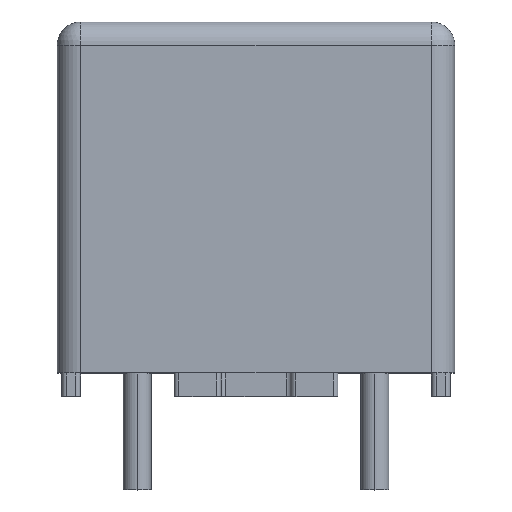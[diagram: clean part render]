
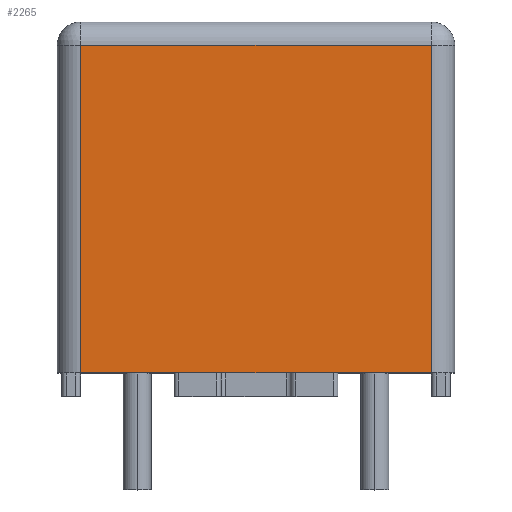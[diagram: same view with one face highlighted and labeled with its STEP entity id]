
A CAD part, top view. The second image highlights one B-rep face of the part: STEP entity #2265.
In plain terms, the highlighted planar face has unit normal (0, 0, 1).
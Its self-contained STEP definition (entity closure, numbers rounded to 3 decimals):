
#74 = VERTEX_POINT ( 'NONE', #2337 ) ;
#193 = CARTESIAN_POINT ( 'NONE',  ( 4.25, 0., 2.252 ) ) ;
#227 = VECTOR ( 'NONE', #728, 1000. ) ;
#260 = CARTESIAN_POINT ( 'NONE',  ( -3.75, 7.5, 2.252 ) ) ;
#332 = VERTEX_POINT ( 'NONE', #1530 ) ;
#345 = LINE ( 'NONE', #193, #792 ) ;
#401 = CARTESIAN_POINT ( 'NONE',  ( -4.25, 7., 2.252 ) ) ;
#544 = CARTESIAN_POINT ( 'NONE',  ( 4.25, 7.5, 2.252 ) ) ;
#559 = CARTESIAN_POINT ( 'NONE',  ( -3.75, 7., 2.252 ) ) ;
#571 = CARTESIAN_POINT ( 'NONE',  ( 3.75, 7.5, 2.252 ) ) ;
#626 = EDGE_CURVE ( 'NONE', #332, #74, #1661, .T. ) ;
#666 = EDGE_CURVE ( 'NONE', #2045, #805, #2498, .T. ) ;
#728 = DIRECTION ( 'NONE',  ( 0., -1., 0. ) ) ;
#792 = VECTOR ( 'NONE', #2839, 1000. ) ;
#797 = DIRECTION ( 'NONE',  ( 0., 0., -1. ) ) ;
#805 = VERTEX_POINT ( 'NONE', #1792 ) ;
#811 = ORIENTED_EDGE ( 'NONE', *, *, #2137, .T. ) ;
#1046 = AXIS2_PLACEMENT_3D ( 'NONE', #544, #797, #2336 ) ;
#1361 = DIRECTION ( 'NONE',  ( 0., 1., 0. ) ) ;
#1490 = PLANE ( 'NONE',  #1046 ) ;
#1530 = CARTESIAN_POINT ( 'NONE',  ( 3.75, 0., 2.252 ) ) ;
#1661 = LINE ( 'NONE', #571, #2825 ) ;
#1734 = DIRECTION ( 'NONE',  ( -1., 0., 0. ) ) ;
#1792 = CARTESIAN_POINT ( 'NONE',  ( -3.75, 0., 2.252 ) ) ;
#2045 = VERTEX_POINT ( 'NONE', #559 ) ;
#2050 = EDGE_LOOP ( 'NONE', ( #811, #2090, #2231, #2704 ) ) ;
#2090 = ORIENTED_EDGE ( 'NONE', *, *, #626, .T. ) ;
#2092 = EDGE_CURVE ( 'NONE', #74, #2045, #2609, .T. ) ;
#2137 = EDGE_CURVE ( 'NONE', #805, #332, #345, .T. ) ;
#2231 = ORIENTED_EDGE ( 'NONE', *, *, #2092, .T. ) ;
#2265 = ADVANCED_FACE ( 'NONE', ( #2514 ), #1490, .F. ) ;
#2336 = DIRECTION ( 'NONE',  ( -1., 0., 0. ) ) ;
#2337 = CARTESIAN_POINT ( 'NONE',  ( 3.75, 7., 2.252 ) ) ;
#2498 = LINE ( 'NONE', #260, #227 ) ;
#2514 = FACE_OUTER_BOUND ( 'NONE', #2050, .T. ) ;
#2573 = VECTOR ( 'NONE', #1734, 1000. ) ;
#2609 = LINE ( 'NONE', #401, #2573 ) ;
#2704 = ORIENTED_EDGE ( 'NONE', *, *, #666, .T. ) ;
#2825 = VECTOR ( 'NONE', #1361, 1000. ) ;
#2839 = DIRECTION ( 'NONE',  ( 1., 0., 0. ) ) ;
